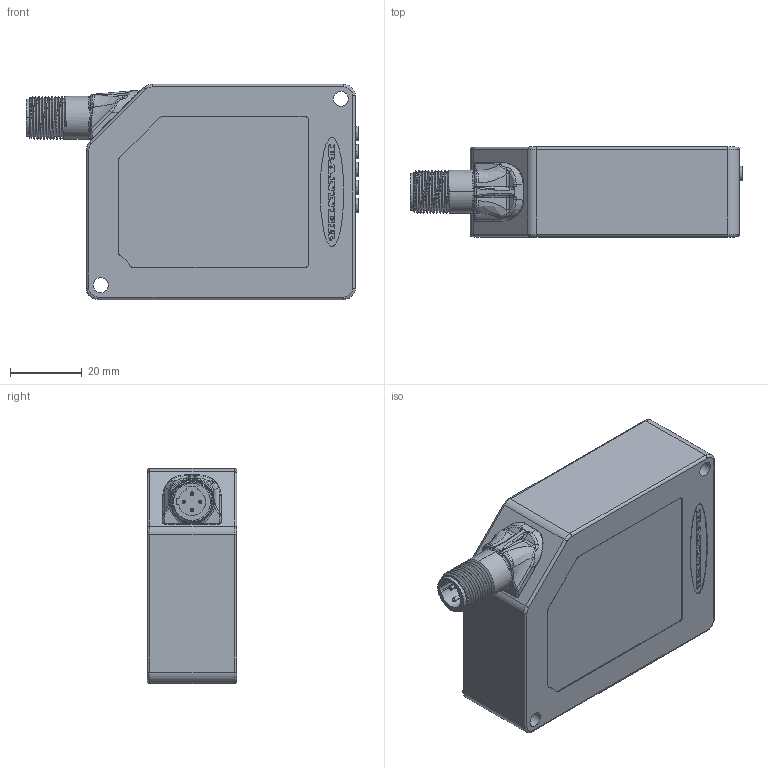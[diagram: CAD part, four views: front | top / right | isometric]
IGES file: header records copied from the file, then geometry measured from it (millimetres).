
Start section:  PTC IGES file: 152825.igs
Global section: file name: 152825.igs; native system: Pro/ENGINEER by Parametric Technology Corporation; preprocessor: 2009141; author: banengservice; organization: Unknown; date: 20100607.132816; units: inch
Bounding box: 92.59 x 25 x 60 mm (x, y, z)
Surface area: 36710.9 mm2
Topology: 3 solids, 4 shells, 1727 faces, 4370 edges, 2763 vertices
Faces by surface type: bspline 855, revolution 842, extrusion 30
